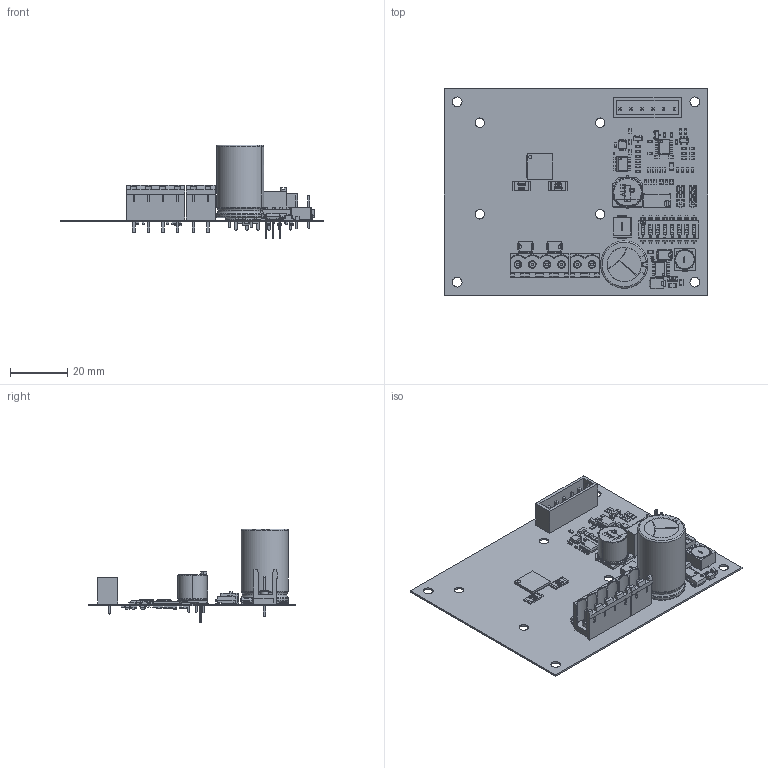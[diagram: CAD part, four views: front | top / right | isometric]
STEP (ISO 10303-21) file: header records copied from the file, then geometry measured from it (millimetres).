
FILE_DESCRIPTION(('FreeCAD Model'),'2;1');
FILE_NAME('Open CASCADE Shape Model','2022-06-02T11:27:49',('Author'),( ''),'Open CASCADE STEP processor 7.5','FreeCAD','Unknown');
FILE_SCHEMA(('AUTOMOTIVE_DESIGN { 1 0 10303 214 1 1 1 1 }'));
Products named in the file (1): SMD_1.6(1)
Bounding box: 92 x 72 x 32.78 mm (x, y, z)
Surface area: 24109.2 mm2 (no closed solid volume)
Topology: 0 solids, 539 shells, 8002 faces, 20878 edges, 13566 vertices
Faces by surface type: plane 4859, cylinder 1955, bspline 868, sphere 204, torus 116
Entity records: 720278 total; most frequent: CARTESIAN_POINT 321651, DIRECTION 41445, ORIENTED_EDGE 38952, PCURVE 38952, DEFINITIONAL_REPRESENTATION 38952, B_SPLINE_CURVE_WITH_KNOTS 33180, LINE 23160, VECTOR 23160
